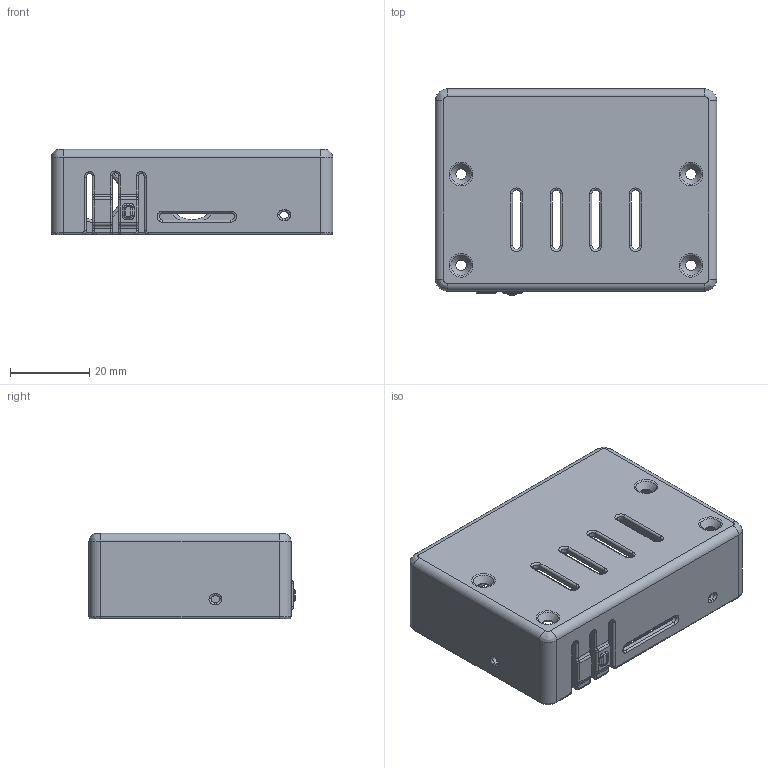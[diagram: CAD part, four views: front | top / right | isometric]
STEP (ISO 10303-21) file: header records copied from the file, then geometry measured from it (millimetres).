
FILE_DESCRIPTION(/* description */ (''),/* implementation_level */ '2;1');
FILE_NAME(/* name */ 'Slim2 Case Main.step',/* time_stamp */ '2023-08-14T18:14:21+01:00',/* author */ (''),/* organization */ (''),/* preprocessor_version */ 'ST-DEVELOPER v19.2',/* originating_system */ 'Autodesk Translation Framework v12.6.0.85',/* authorisation */ '');
FILE_SCHEMA (('AUTOMOTIVE_DESIGN { 1 0 10303 214 3 1 1 }'));
Length unit declared in the file: millimetre
Products named in the file (1): Case Main
Bounding box: 71 x 52 x 21.5 mm (x, y, z)
Volume: 14966.3 mm3; surface area: 15702 mm2
Topology: 1 solids, 1 shells, 336 faces, 786 edges, 449 vertices
Faces by surface type: cylinder 159, torus 83, plane 47, bspline 39, sphere 4, cone 4
Full cylindrical faces by diameter (mm): 2.7 x4, 12.5 x3
Entity records: 9981 total; most frequent: CARTESIAN_POINT 2060, DIRECTION 1856, ORIENTED_EDGE 1564, EDGE_CURVE 782, AXIS2_PLACEMENT_3D 778, CIRCLE 463, VERTEX_POINT 449, EDGE_LOOP 365
